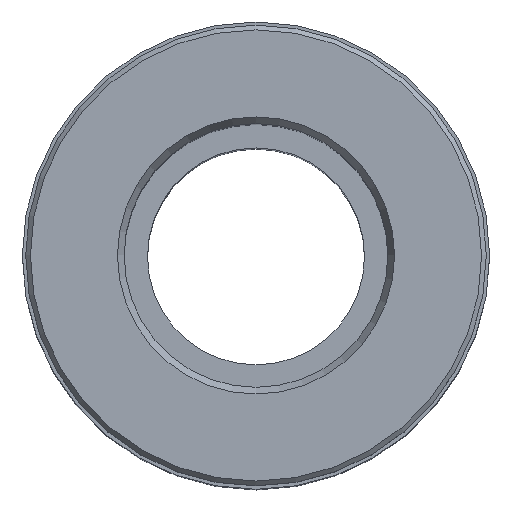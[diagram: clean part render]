
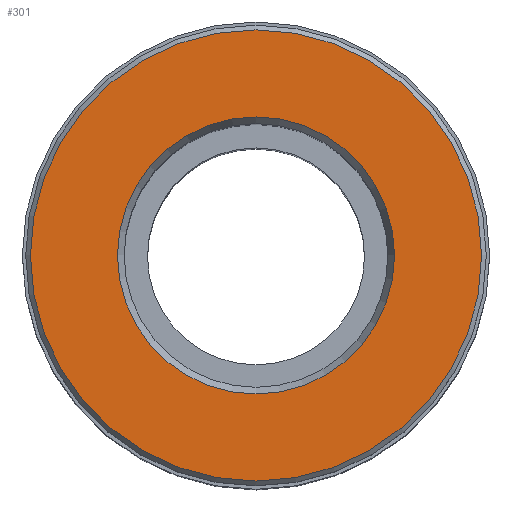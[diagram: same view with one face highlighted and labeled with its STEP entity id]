
A CAD part, top view. The second image highlights one B-rep face of the part: STEP entity #301.
In plain terms, the highlighted planar face has unit normal (0, 0, 1).
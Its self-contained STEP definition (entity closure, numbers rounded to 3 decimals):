
#80=ORIENTED_EDGE('',*,*,#112,.F.);
#81=ORIENTED_EDGE('',*,*,#111,.T.);
#111=EDGE_CURVE('',#137,#137,#163,.T.);
#112=EDGE_CURVE('',#138,#138,#164,.T.);
#137=VERTEX_POINT('',#542);
#138=VERTEX_POINT('',#545);
#163=CIRCLE('',#361,6.759);
#164=CIRCLE('',#363,4.15);
#210=EDGE_LOOP('',(#80));
#211=EDGE_LOOP('',(#81));
#262=FACE_BOUND('',#210,.T.);
#263=FACE_BOUND('',#211,.T.);
#278=PLANE('',#362);
#301=ADVANCED_FACE('',(#262,#263),#278,.F.);
#361=AXIS2_PLACEMENT_3D('',#541,#457,#458);
#362=AXIS2_PLACEMENT_3D('',#543,#459,#460);
#363=AXIS2_PLACEMENT_3D('',#544,#461,#462);
#457=DIRECTION('',(0.,0.,1.));
#458=DIRECTION('',(0.,-1.,0.));
#459=DIRECTION('',(0.,0.,-1.));
#460=DIRECTION('',(0.,1.,0.));
#461=DIRECTION('',(0.,0.,1.));
#462=DIRECTION('',(0.,-1.,0.));
#541=CARTESIAN_POINT('',(0.,0.,0.));
#542=CARTESIAN_POINT('',(0.,-6.759,0.));
#543=CARTESIAN_POINT('',(0.,-6.759,0.));
#544=CARTESIAN_POINT('',(0.,0.,0.));
#545=CARTESIAN_POINT('',(0.,-4.15,0.));
